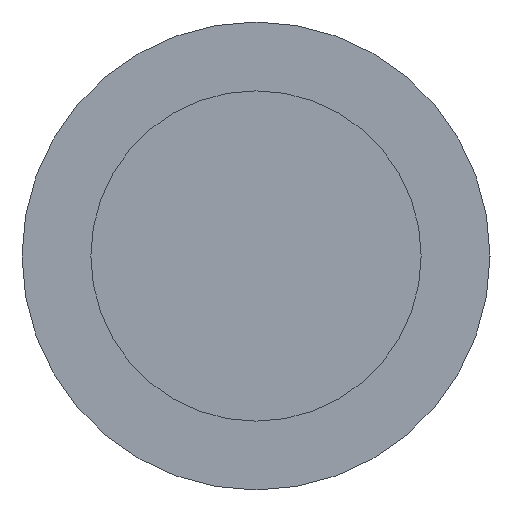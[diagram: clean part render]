
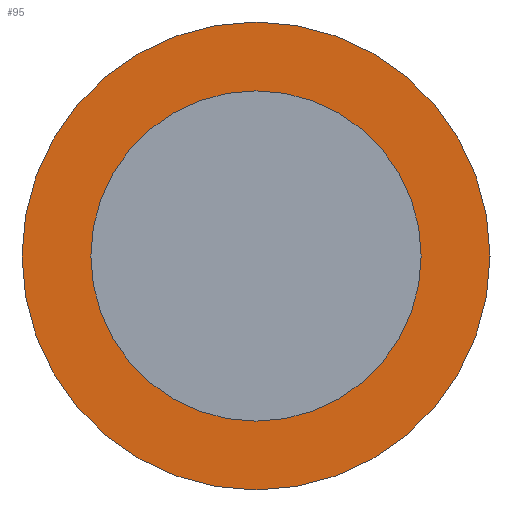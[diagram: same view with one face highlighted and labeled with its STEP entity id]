
A CAD part, left-side view. The second image highlights one B-rep face of the part: STEP entity #95.
In plain terms, the highlighted planar face has unit normal (-1, 0, 0).
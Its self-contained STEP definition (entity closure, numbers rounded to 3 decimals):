
#5 = EDGE_CURVE ( 'NONE', #164, #120, #59, .T. ) ;
#14 = DIRECTION ( 'NONE',  ( 0., 0., 1. ) ) ;
#18 = EDGE_CURVE ( 'NONE', #251, #109, #197, .T. ) ;
#20 = CARTESIAN_POINT ( 'NONE',  ( 12., 0., 3. ) ) ;
#43 = ORIENTED_EDGE ( 'NONE', *, *, #18, .T. ) ;
#49 = CARTESIAN_POINT ( 'NONE',  ( 12., 3., 0. ) ) ;
#50 = DIRECTION ( 'NONE',  ( 0., 0., 1. ) ) ;
#53 = ORIENTED_EDGE ( 'NONE', *, *, #317, .T. ) ;
#59 = CIRCLE ( 'NONE', #287, 3. ) ;
#72 = CARTESIAN_POINT ( 'NONE',  ( 12., 0., 0. ) ) ;
#73 = CARTESIAN_POINT ( 'NONE',  ( 12., 0., -4.25 ) ) ;
#77 = DIRECTION ( 'NONE',  ( -1., 0., 0. ) ) ;
#78 = AXIS2_PLACEMENT_3D ( 'NONE', #72, #172, #50 ) ;
#91 = ORIENTED_EDGE ( 'NONE', *, *, #278, .F. ) ;
#93 = DIRECTION ( 'NONE',  ( 1., 0., 0. ) ) ;
#95 = ADVANCED_FACE ( 'NONE', ( #210, #154 ), #334, .F. ) ;
#97 = CIRCLE ( 'NONE', #165, 3. ) ;
#104 = DIRECTION ( 'NONE',  ( 0., 0., 1. ) ) ;
#106 = CIRCLE ( 'NONE', #226, 4.25 ) ;
#109 = VERTEX_POINT ( 'NONE', #73 ) ;
#112 = AXIS2_PLACEMENT_3D ( 'NONE', #49, #93, #328 ) ;
#120 = VERTEX_POINT ( 'NONE', #307 ) ;
#129 = CARTESIAN_POINT ( 'NONE',  ( 12., 0., 0. ) ) ;
#143 = CARTESIAN_POINT ( 'NONE',  ( 12., 0., 4.25 ) ) ;
#153 = CARTESIAN_POINT ( 'NONE',  ( 12., 0., 0. ) ) ;
#154 = FACE_OUTER_BOUND ( 'NONE', #186, .T. ) ;
#164 = VERTEX_POINT ( 'NONE', #20 ) ;
#165 = AXIS2_PLACEMENT_3D ( 'NONE', #129, #264, #311 ) ;
#167 = CARTESIAN_POINT ( 'NONE',  ( 12., 0., 0. ) ) ;
#172 = DIRECTION ( 'NONE',  ( -1., 0., 0. ) ) ;
#175 = EDGE_LOOP ( 'NONE', ( #213, #91 ) ) ;
#186 = EDGE_LOOP ( 'NONE', ( #43, #53 ) ) ;
#197 = CIRCLE ( 'NONE', #78, 4.25 ) ;
#210 = FACE_BOUND ( 'NONE', #175, .T. ) ;
#213 = ORIENTED_EDGE ( 'NONE', *, *, #5, .F. ) ;
#226 = AXIS2_PLACEMENT_3D ( 'NONE', #153, #77, #104 ) ;
#245 = DIRECTION ( 'NONE',  ( -1., 0., 0. ) ) ;
#251 = VERTEX_POINT ( 'NONE', #143 ) ;
#264 = DIRECTION ( 'NONE',  ( -1., 0., 0. ) ) ;
#278 = EDGE_CURVE ( 'NONE', #120, #164, #97, .T. ) ;
#287 = AXIS2_PLACEMENT_3D ( 'NONE', #167, #245, #14 ) ;
#307 = CARTESIAN_POINT ( 'NONE',  ( 12., 0., -3. ) ) ;
#311 = DIRECTION ( 'NONE',  ( 0., 0., 1. ) ) ;
#317 = EDGE_CURVE ( 'NONE', #109, #251, #106, .T. ) ;
#328 = DIRECTION ( 'NONE',  ( 0., 0., -1. ) ) ;
#334 = PLANE ( 'NONE',  #112 ) ;
